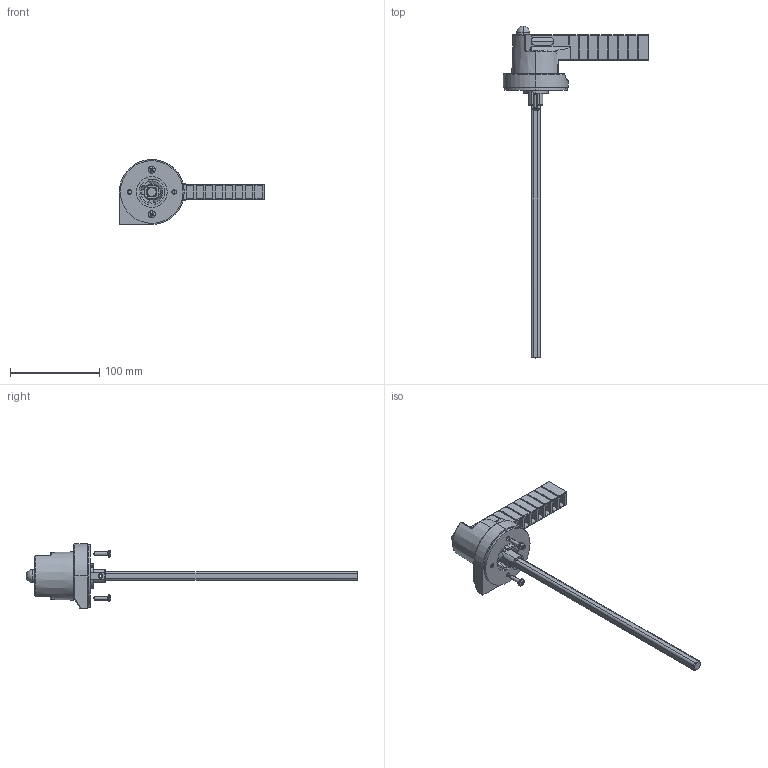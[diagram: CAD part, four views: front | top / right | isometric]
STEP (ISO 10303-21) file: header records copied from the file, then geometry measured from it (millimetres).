
FILE_DESCRIPTION (( 'STEP AP214' ), '1' );
FILE_NAME ('PSDS-LS-160-630.ÃÌ Ðóêîÿòêà äëÿ óïðàâëåíèÿ ÷åðåç äâåðü ðóáèëüíèêàìè-âûêëþ÷àòåëÿìè PowerSwitch 160-630À.STEP', '2025-01-29T14:40:50', ( '' ), ( '' ), 'SwSTEP 2.0', 'SolidWorks 2021', '' );
FILE_SCHEMA (( 'AUTOMOTIVE_DESIGN' ));
Length unit declared in the file: millimetre
Products named in the file (1): PSDS-LS-160-630.ÃÌ Ðóêîÿòêà äëÿ óïðàâëåíèÿ ÷åðåç äâåðü ðóáèëüíèêàìè-âûêëþ÷àòåëÿìè PowerSwitch 160-630À
Bounding box: 162.69 x 371.5 x 72.6 mm (x, y, z)
Volume: 203347.8 mm3; surface area: 66386.1 mm2
Topology: 5 solids, 5 shells, 695 faces, 1750 edges, 1099 vertices
Faces by surface type: plane 362, cylinder 198, torus 41, cone 37, bspline 36, sphere 21
Entity records: 29995 total; most frequent: CARTESIAN_POINT 5756, ORIENTED_EDGE 3458, DIRECTION 3412, EDGE_CURVE 1729, AXIS2_PLACEMENT_3D 1197, VERTEX_POINT 1097, VECTOR 1018, LINE 1018
